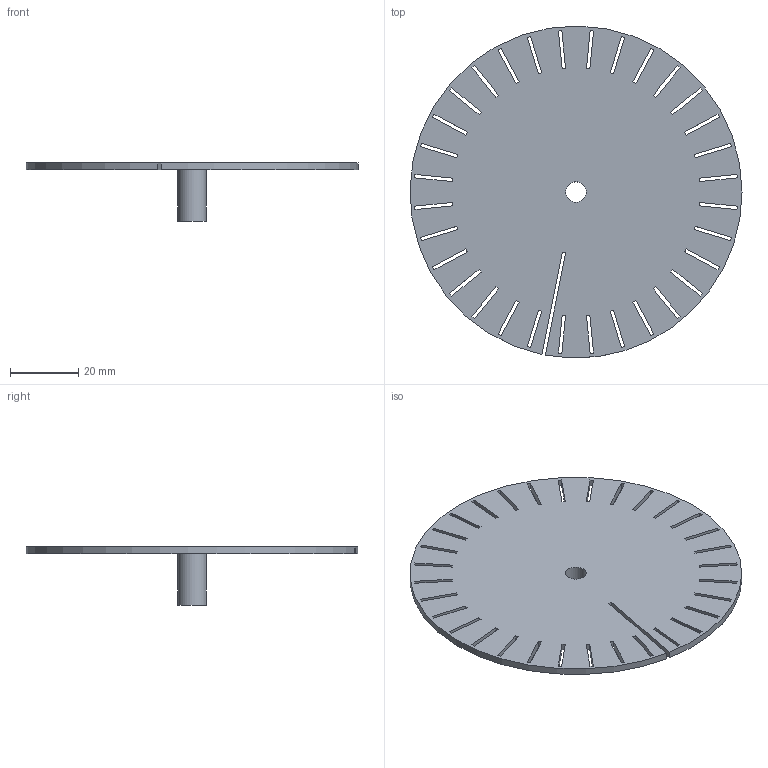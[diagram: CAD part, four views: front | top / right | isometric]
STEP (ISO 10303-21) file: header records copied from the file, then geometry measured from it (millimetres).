
FILE_DESCRIPTION(('HOOPS Exchange Step'),'2;1');
FILE_NAME('temp_export','2024-10-14T12:59:46-05:00',('mobile'),('Shapr3D Limited'),'HOOPS Exchange 2024.2','Shapr3D','Authorized');
FILE_SCHEMA( ('AP203_CONFIGURATION_CONTROLLED_3D_DESIGN_OF_MECHANICAL_PARTS_AND_ASSEMBLIES_MIM_LF') );
Length unit declared in the file: millimetre
Products named in the file (1): Body 42
Bounding box: 96.99 x 96.98 x 17 mm (x, y, z)
Volume: 14360.2 mm3; surface area: 16946.8 mm2
Topology: 1 solids, 1 shells, 138 faces, 407 edges, 272 vertices
Faces by surface type: plane 134, cylinder 4
Full cylindrical faces by diameter (mm): 6 x1, 8.4 x1
Entity records: 4673 total; most frequent: CARTESIAN_POINT 818, ORIENTED_EDGE 814, DIRECTION 695, EDGE_CURVE 407, VECTOR 397, LINE 397, VERTEX_POINT 272, EDGE_LOOP 205
